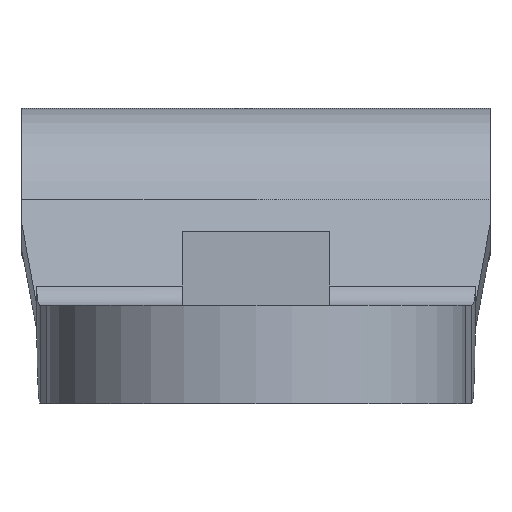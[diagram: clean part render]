
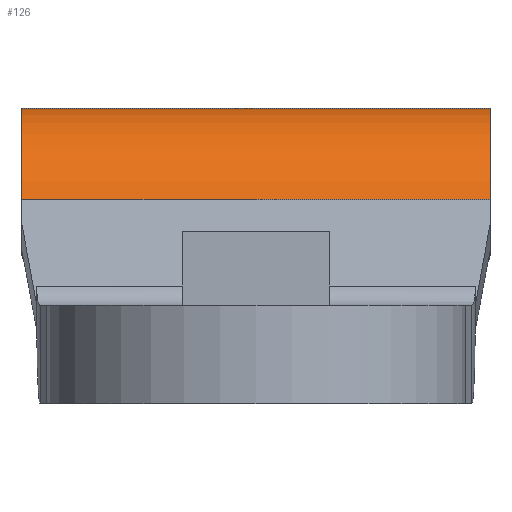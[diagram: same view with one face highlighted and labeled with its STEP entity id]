
A CAD part, left-side view. The second image highlights one B-rep face of the part: STEP entity #126.
In plain terms, the highlighted cylindrical face has radius 5 mm (diameter 10 mm), a partial arc.
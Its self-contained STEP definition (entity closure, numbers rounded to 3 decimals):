
#126=ADVANCED_FACE('',(#274),#275,.T.);
#274=FACE_OUTER_BOUND('',#509,.T.);
#275=CYLINDRICAL_SURFACE('',#510,5.0);
#509=EDGE_LOOP('',(#827,#828,#829,#830));
#510=AXIS2_PLACEMENT_3D('',#831,#832,#833);
#827=ORIENTED_EDGE('',*,*,#1159,.F.);
#828=ORIENTED_EDGE('',*,*,#1098,.T.);
#829=ORIENTED_EDGE('',*,*,#1179,.F.);
#830=ORIENTED_EDGE('',*,*,#1183,.T.);
#831=CARTESIAN_POINT('',(21.98,0.,2.998));
#832=DIRECTION('',(0.,1.0,0.));
#833=DIRECTION('',(0.0,0.,1.0));
#1098=EDGE_CURVE('',#1310,#1311,#1312,.T.);
#1159=EDGE_CURVE('',#1310,#1395,#1396,.F.);
#1179=EDGE_CURVE('',#1431,#1311,#1433,.F.);
#1183=EDGE_CURVE('',#1431,#1395,#1437,.F.);
#1310=VERTEX_POINT('',#1605);
#1311=VERTEX_POINT('',#1606);
#1312=LINE('',#1607,#1608);
#1395=VERTEX_POINT('',#1729);
#1396=CIRCLE('',#1730,5.0);
#1431=VERTEX_POINT('',#1776);
#1433=CIRCLE('',#1779,5.0);
#1437=LINE('',#1783,#1784);
#1605=CARTESIAN_POINT('',(17.15,9.5,4.292));
#1606=CARTESIAN_POINT('',(17.15,-9.5,4.292));
#1607=CARTESIAN_POINT('',(17.15,-9.5,4.292));
#1608=VECTOR('',#1949,1.0);
#1729=CARTESIAN_POINT('',(21.98,9.5,7.998));
#1730=AXIS2_PLACEMENT_3D('',#2003,#2004,#2005);
#1776=CARTESIAN_POINT('',(21.98,-9.5,7.998));
#1779=AXIS2_PLACEMENT_3D('',#2036,#2037,#2038);
#1783=CARTESIAN_POINT('',(21.98,9.5,7.998));
#1784=VECTOR('',#2039,1.0);
#1949=DIRECTION('',(0.,-1.0,0.));
#2003=CARTESIAN_POINT('',(21.98,9.5,2.998));
#2004=DIRECTION('',(0.,-1.0,0.));
#2005=DIRECTION('',(1.0,0.,0.0));
#2036=CARTESIAN_POINT('',(21.98,-9.5,2.998));
#2037=DIRECTION('',(0.,1.0,0.));
#2038=DIRECTION('',(-1.0,0.,0.0));
#2039=DIRECTION('',(0.,-1.0,0.));
